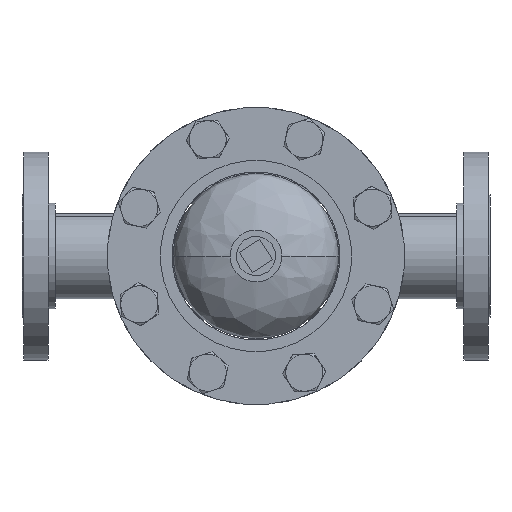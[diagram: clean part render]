
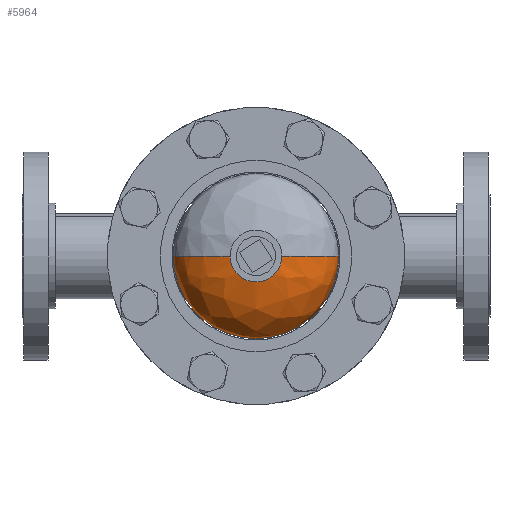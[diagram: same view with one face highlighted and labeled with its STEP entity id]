
A CAD part, front view. The second image highlights one B-rep face of the part: STEP entity #5964.
In plain terms, the highlighted free-form (B-spline) face has degree [3, 3] with [4, 4] control points.
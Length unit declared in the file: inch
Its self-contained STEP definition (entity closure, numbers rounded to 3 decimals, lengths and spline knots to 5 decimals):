
#44 = CARTESIAN_POINT ( 'NONE',  ( 0., 2.94371, 0.75 ) ) ;
#53 = DIRECTION ( 'NONE',  ( 0., -1., 0. ) ) ;
#116 = VERTEX_POINT ( 'NONE', #9966 ) ;
#273 = EDGE_CURVE ( 'NONE', #417, #116, #7601, .T. ) ;
#377 = DIRECTION ( 'NONE',  ( 0., 0., -1. ) ) ;
#417 = VERTEX_POINT ( 'NONE', #6708 ) ;
#427 = CARTESIAN_POINT ( 'NONE',  ( 2.78125, 2.18852, 5.5625 ) ) ;
#1091 = CARTESIAN_POINT ( 'NONE',  ( 2.78125, 1.48038, 5.5625 ) ) ;
#1138 = CARTESIAN_POINT ( 'NONE',  ( 0.75, 2.94371, 0. ) ) ;
#1171 = VERTEX_POINT ( 'NONE', #2376 ) ;
#1287 = ORIENTED_EDGE ( 'NONE', *, *, #3850, .F. ) ;
#1290 = CARTESIAN_POINT ( 'NONE',  ( 2.78125, 2.18852, 0. ) ) ;
#1306 = ORIENTED_EDGE ( 'NONE', *, *, #273, .T. ) ;
#1853 = CARTESIAN_POINT ( 'NONE',  ( 0., 1.48038, 2.78125 ) ) ;
#1879 = CIRCLE ( 'NONE', #5815, 2.78125 ) ;
#2009 = CARTESIAN_POINT ( 'NONE',  ( 0.75, 2.94371, 1.5 ) ) ;
#2054 = AXIS2_PLACEMENT_3D ( 'NONE', #6618, #5902, #9658 ) ;
#2079 = EDGE_LOOP ( 'NONE', ( #5269, #1306, #4501, #3696, #1287, #9835 ) ) ;
#2376 = CARTESIAN_POINT ( 'NONE',  ( 2.78125, 1.48038, 0. ) ) ;
#2728 = CARTESIAN_POINT ( 'NONE',  ( -2.78125, 1.48038, 0. ) ) ;
#3181 = DIRECTION ( 'NONE',  ( 0., 0., -1. ) ) ;
#3501 = CARTESIAN_POINT ( 'NONE',  ( 1.99805, 2.75274, 3.9961 ) ) ;
#3554 = CARTESIAN_POINT ( 'NONE',  ( 0., 1.48038, 0. ) ) ;
#3696 = ORIENTED_EDGE ( 'NONE', *, *, #5936, .F. ) ;
#3850 = EDGE_CURVE ( 'NONE', #6164, #1171, #8404, .T. ) ;
#3952 = VERTEX_POINT ( 'NONE', #1853 ) ;
#4210 = CARTESIAN_POINT ( 'NONE',  ( -2.78125, 2.18852, 5.5625 ) ) ;
#4420 = EDGE_CURVE ( 'NONE', #5191, #417, #5491, .T. ) ;
#4501 = ORIENTED_EDGE ( 'NONE', *, *, #8797, .F. ) ;
#4647 = CIRCLE ( 'NONE', #6941, 0.75 ) ;
#4849 = AXIS2_PLACEMENT_3D ( 'NONE', #8679, #53, #3181 ) ;
#5140 = CARTESIAN_POINT ( 'NONE',  ( -2.78125, 1.48038, 5.5625 ) ) ;
#5191 = VERTEX_POINT ( 'NONE', #44 ) ;
#5192 = CIRCLE ( 'NONE', #4849, 2.78125 ) ;
#5193 = CARTESIAN_POINT ( 'NONE',  ( -1.99805, 2.75274, 3.9961 ) ) ;
#5269 = ORIENTED_EDGE ( 'NONE', *, *, #4420, .T. ) ;
#5351 = EDGE_CURVE ( 'NONE', #6164, #5191, #4647, .T. ) ;
#5491 = CIRCLE ( 'NONE', #2054, 0.75 ) ;
#5607 = DIRECTION ( 'NONE',  ( 0., 0., -1. ) ) ;
#5674 = CARTESIAN_POINT ( 'NONE',  ( -2.78125, 2.18852, 0. ) ) ;
#5815 = AXIS2_PLACEMENT_3D ( 'NONE', #3554, #9780, #377 ) ;
#5902 = DIRECTION ( 'NONE',  ( 0., -1., 0. ) ) ;
#5936 = EDGE_CURVE ( 'NONE', #1171, #3952, #1879, .T. ) ;
#5964 = ADVANCED_FACE ( 'NONE', ( #8125 ), #9455, .F. ) ;
#6164 = VERTEX_POINT ( 'NONE', #6718 ) ;
#6379 = CARTESIAN_POINT ( 'NONE',  ( 0., 2.94371, 0. ) ) ;
#6499 = CARTESIAN_POINT ( 'NONE',  ( -0.75, 2.94371, 0. ) ) ;
#6618 = CARTESIAN_POINT ( 'NONE',  ( 0., 2.94371, 0. ) ) ;
#6708 = CARTESIAN_POINT ( 'NONE',  ( -0.75, 2.94371, 0. ) ) ;
#6718 = CARTESIAN_POINT ( 'NONE',  ( 0.75, 2.94371, 0. ) ) ;
#6941 = AXIS2_PLACEMENT_3D ( 'NONE', #6379, #9526, #5607 ) ;
#7452 = CARTESIAN_POINT ( 'NONE',  ( -1.99805, 2.75274, 0. ) ) ;
#7508 = CARTESIAN_POINT ( 'NONE',  ( 0.75, 2.94371, 0. ) ) ;
#7509 = CARTESIAN_POINT ( 'NONE',  ( 1.99805, 2.75274, 0. ) ) ;
#7601 =( BOUNDED_CURVE ( )  B_SPLINE_CURVE ( 3, ( #6499, #9595, #5674, #7943 ),
 .UNSPECIFIED., .F., .F. ) 
 B_SPLINE_CURVE_WITH_KNOTS ( ( 4, 4 ),
 ( 4.98543, 6.28319 ),
 .UNSPECIFIED. ) 
 CURVE ( )  GEOMETRIC_REPRESENTATION_ITEM ( )  RATIONAL_B_SPLINE_CURVE ( ( 1., 0.865, 0.865, 1. ) ) 
 REPRESENTATION_ITEM ( '' )  );
#7943 = CARTESIAN_POINT ( 'NONE',  ( -2.78125, 1.48038, 0. ) ) ;
#8125 = FACE_OUTER_BOUND ( 'NONE', #2079, .T. ) ;
#8180 = CARTESIAN_POINT ( 'NONE',  ( 2.78125, 2.18852, 0. ) ) ;
#8224 = CARTESIAN_POINT ( 'NONE',  ( 1.99805, 2.75274, 0. ) ) ;
#8332 = CARTESIAN_POINT ( 'NONE',  ( -0.75, 2.94371, 0. ) ) ;
#8404 =( BOUNDED_CURVE ( )  B_SPLINE_CURVE ( 3, ( #1138, #7509, #8180, #8944 ),
 .UNSPECIFIED., .F., .F. ) 
 B_SPLINE_CURVE_WITH_KNOTS ( ( 4, 4 ),
 ( 4.98543, 6.28319 ),
 .UNSPECIFIED. ) 
 CURVE ( )  GEOMETRIC_REPRESENTATION_ITEM ( )  RATIONAL_B_SPLINE_CURVE ( ( 1., 0.865, 0.865, 1. ) ) 
 REPRESENTATION_ITEM ( '' )  );
#8679 = CARTESIAN_POINT ( 'NONE',  ( 0., 1.48038, 0. ) ) ;
#8797 = EDGE_CURVE ( 'NONE', #3952, #116, #5192, .T. ) ;
#8942 = CARTESIAN_POINT ( 'NONE',  ( -0.75, 2.94371, 1.5 ) ) ;
#8944 = CARTESIAN_POINT ( 'NONE',  ( 2.78125, 1.48038, 0. ) ) ;
#9455 =( BOUNDED_SURFACE ( )  B_SPLINE_SURFACE ( 3, 3, ( 
 ( #7508, #2009, #8942, #8332 ),
 ( #8224, #3501, #5193, #7452 ),
 ( #1290, #427, #4210, #9878 ),
 ( #9725, #1091, #5140, #2728 ) ),
 .UNSPECIFIED., .F., .F., .F. ) 
 B_SPLINE_SURFACE_WITH_KNOTS ( ( 4, 4 ),
 ( 4, 4 ),
 ( 0., 1. ),
 ( 0., 1. ),
 .UNSPECIFIED. ) 
 GEOMETRIC_REPRESENTATION_ITEM ( )  RATIONAL_B_SPLINE_SURFACE ( (
 ( 1., 0.333, 0.333, 1.),
 ( 0.865, 0.288, 0.288, 0.865),
 ( 0.865, 0.288, 0.288, 0.865),
 ( 1., 0.333, 0.333, 1.) ) ) 
 REPRESENTATION_ITEM ( '' )  SURFACE ( )  );
#9526 = DIRECTION ( 'NONE',  ( 0., -1., 0. ) ) ;
#9595 = CARTESIAN_POINT ( 'NONE',  ( -1.99805, 2.75274, 0. ) ) ;
#9658 = DIRECTION ( 'NONE',  ( 0., 0., -1. ) ) ;
#9725 = CARTESIAN_POINT ( 'NONE',  ( 2.78125, 1.48038, 0. ) ) ;
#9780 = DIRECTION ( 'NONE',  ( 0., -1., 0. ) ) ;
#9835 = ORIENTED_EDGE ( 'NONE', *, *, #5351, .T. ) ;
#9878 = CARTESIAN_POINT ( 'NONE',  ( -2.78125, 2.18852, 0. ) ) ;
#9966 = CARTESIAN_POINT ( 'NONE',  ( -2.78125, 1.48038, 0. ) ) ;
